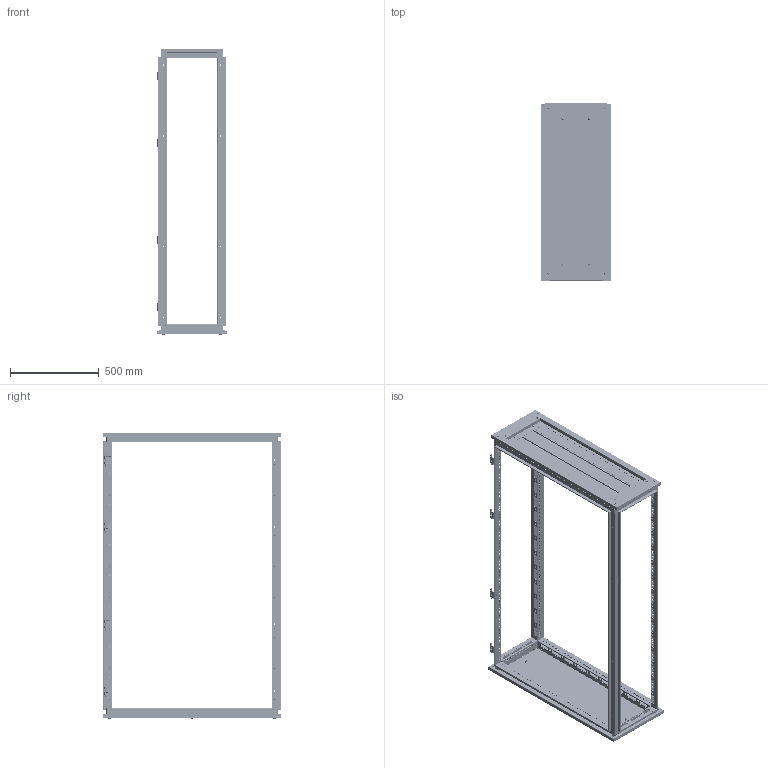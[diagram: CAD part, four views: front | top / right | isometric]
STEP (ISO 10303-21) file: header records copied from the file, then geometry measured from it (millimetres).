
FILE_DESCRIPTION (( 'STEP AP203' ), '1' );
FILE_NAME ('R5KTB104+R5KMDR16.step', '2011-02-16T14:52:04', ( 'User' ), ( 'DKC' ), 'SwSTEP 2.0', 'SolidWorks 2010', '' );
FILE_SCHEMA (( 'CONFIG_CONTROL_DESIGN' ));
Products named in the file (23): Flange nut M6_ISO 7044-M6-S; Sviluppo tetto da_1000x400; AC00C469D_Default; Traversa frontale per quadro largh._1000; Assem base_KTB104; sealant for base_1000x400; Lamiera trasversale per fondo da_1000; Lamiera laterale per fondo da_400; Assem roof_KTB104; Acc00c561_Default; Capscrew with recessed hexahedron M6 x 10_ISO 4762 M6 x 10 --- 10S; R5KTB104+R5KMDR16; Button head screw with recessed hexahedron M12 x 20 _ISO 7380 - M12 x 20 --- 20S; Traversa laterale per quadro prof_400; Fondo per quadro da_1000x95; Traversa inferiore tenuta fondo_400; AC00C469S_Default; Pan Head Cross Recess Screw M6x35_ISO 7045 - M6 x 35 - Z --- 35S; AC00C254_Default; land; end-cap; Montante per quadro_1600; cerniera DAE_Default
Assembly tree (68 placements, depth 3):
  R5KTB104+R5KMDR16
    Montante per quadro_1600  x4
    Assem roof_KTB104
      land  x2
      Button head screw with recessed hexahedron M12 x 20 _ISO 7380 - M12 x 20 --- 20S  x4
      Traversa laterale per quadro prof_400  x2
      end-cap  x2
      AC00C469S_Default  x2
      Flange nut M6_ISO 7044-M6-S  x2
      Sviluppo tetto da_1000x400
      Pan Head Cross Recess Screw M6x35_ISO 7045 - M6 x 35 - Z --- 35S  x2
      Traversa frontale per quadro largh._1000  x2
      AC00C469D_Default  x2
      sealant for base_1000x400
    AC00C254_Default  x4
    cerniera DAE_Default  x4
    Assem base_KTB104
      Fondo per quadro da_1000x95  x3
      AC00C469S_Default  x2
      Capscrew with recessed hexahedron M6 x 10_ISO 4762 M6 x 10 --- 10S  x4
      Acc00c561_Default  x6
      Lamiera trasversale per fondo da_1000  x2
      Lamiera laterale per fondo da_400  x2
      sealant for base_1000x400
      Flange nut M6_ISO 7044-M6-S  x4
      AC00C469D_Default  x2
      Traversa inferiore tenuta fondo_400  x2
      Traversa frontale per quadro largh._1000  x2
      Traversa laterale per quadro prof_400  x2
Bounding box: 399 x 1000.5 x 1614.1 mm (x, y, z)
Volume: 5291942.2 mm3; surface area: 6434446.7 mm2
Topology: 68 solids, 68 shells, 13330 faces, 36090 edges, 23098 vertices
Faces by surface type: plane 6676, cylinder 3988, cone 1640, bspline 714, torus 212, sphere 100
Entity records: 135880 total; most frequent: CARTESIAN_POINT 35958, ORIENTED_EDGE 20628, DIRECTION 19268, EDGE_CURVE 10314, VERTEX_POINT 6613, AXIS2_PLACEMENT_3D 6538, VECTOR 6192, LINE 6192
